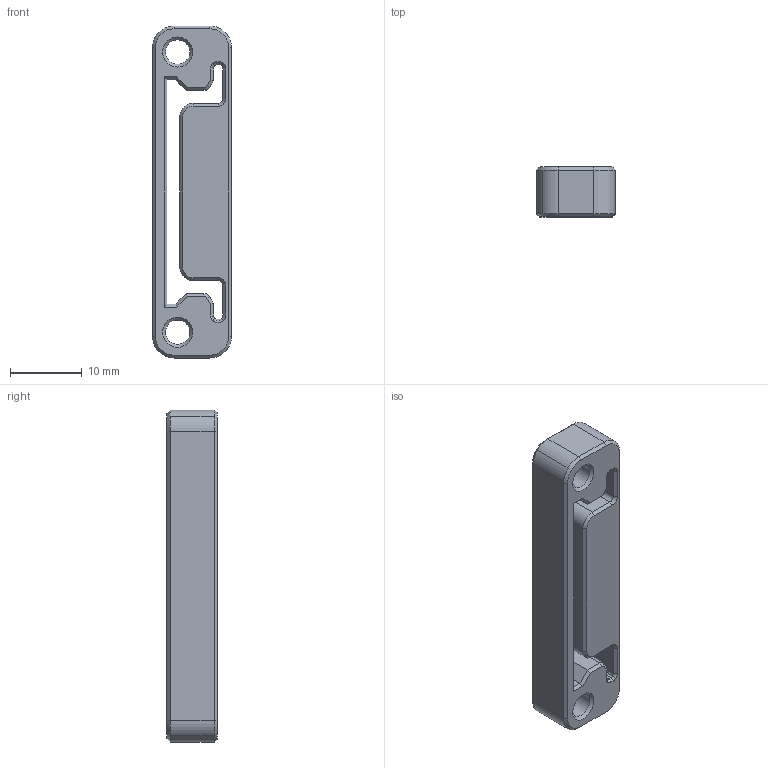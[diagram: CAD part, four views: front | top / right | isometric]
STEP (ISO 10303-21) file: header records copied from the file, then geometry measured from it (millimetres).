
FILE_DESCRIPTION(('HOOPS Exchange Step'),'2;1');
FILE_NAME('temp_export','2022-04-08T17:50:17-04:00',('mobile'),('Shapr3D Limited'),'HOOPS Exchange 2021.2','Shapr3D','Authorized');
FILE_SCHEMA( ('AP203_CONFIGURATION_CONTROLLED_3D_DESIGN_OF_MECHANICAL_PARTS_AND_ASSEMBLIES_MIM_LF') );
Length unit declared in the file: millimetre
Products named in the file (2): DIN_Mount (2).step; 8C322D1D-27B3-48E7-AD64-E111636CDDDB.tmp
Assembly tree (1 placements, depth 2):
  8C322D1D-27B3-48E7-AD64-E111636CDDDB.tmp
    DIN_Mount (2).step
Bounding box: 11 x 7 x 46.3 mm (x, y, z)
Volume: 2711.1 mm3; surface area: 2278.9 mm2
Topology: 1 solids, 1 shells, 126 faces, 298 edges, 174 vertices
Faces by surface type: plane 68, cone 36, cylinder 22
Full cylindrical faces by diameter (mm): 3.4 x2
Entity records: 3591 total; most frequent: DIRECTION 640, CARTESIAN_POINT 600, ORIENTED_EDGE 596, EDGE_CURVE 298, AXIS2_PLACEMENT_3D 214, VECTOR 212, LINE 212, VERTEX_POINT 174
